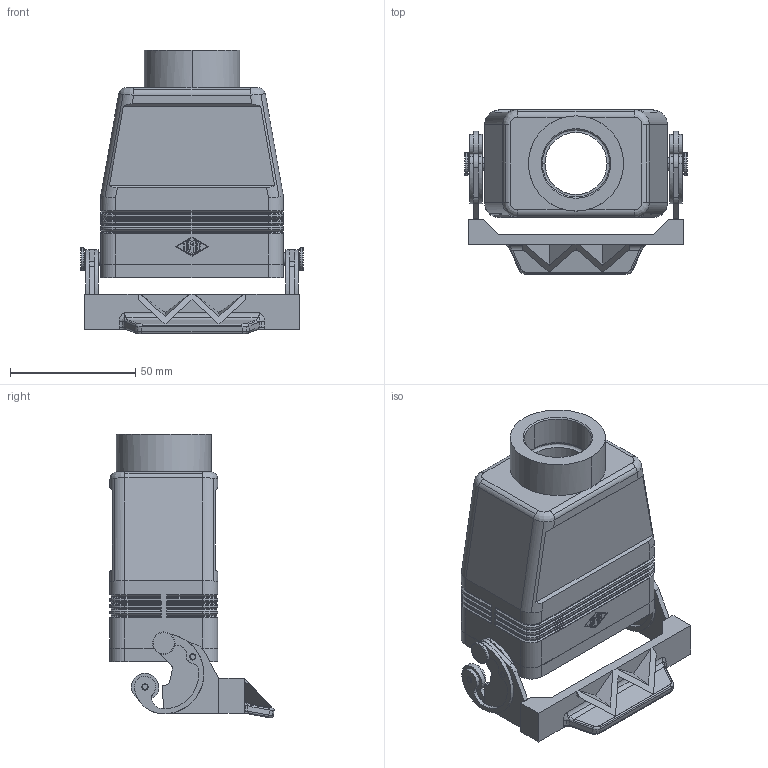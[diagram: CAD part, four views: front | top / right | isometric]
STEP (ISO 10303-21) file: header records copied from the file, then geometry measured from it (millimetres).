
FILE_DESCRIPTION((''),'2;1');
FILE_NAME('CMAV 03 LG21.stp','2006-12-21T11:05:36',('gembarski'),(''),'Autodesk Inventor 7','Autodesk Inventor 7','');
FILE_SCHEMA(('AUTOMOTIVE_DESIGN { 1 0 10303 214 1 1 1 1 }'));
Length unit declared in the file: millimetre
Products named in the file (1): CMAV 03 LG21
Bounding box: 89 x 65.64 x 113.37 mm (x, y, z)
Volume: 86385.9 mm3; surface area: 48686.9 mm2
Topology: 1 solids, 7 shells, 847 faces, 2108 edges, 1290 vertices
Faces by surface type: cylinder 300, bspline 283, plane 192, torus 52, cone 20
Entity records: 30443 total; most frequent: CARTESIAN_POINT 10497, DIRECTION 4270, ORIENTED_EDGE 4188, EDGE_CURVE 2094, AXIS2_PLACEMENT_3D 1627, VERTEX_POINT 1290, VECTOR 1016, LINE 1016
